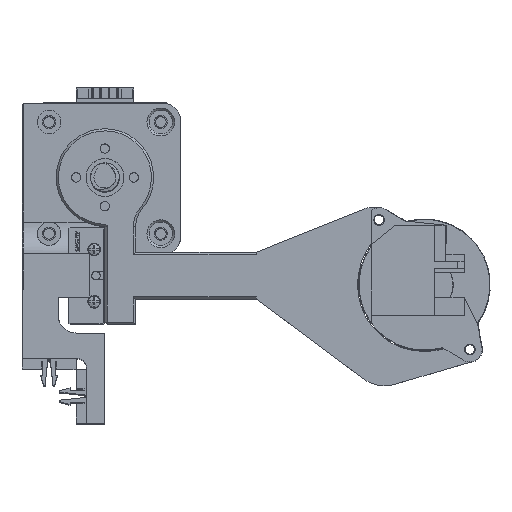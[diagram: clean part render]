
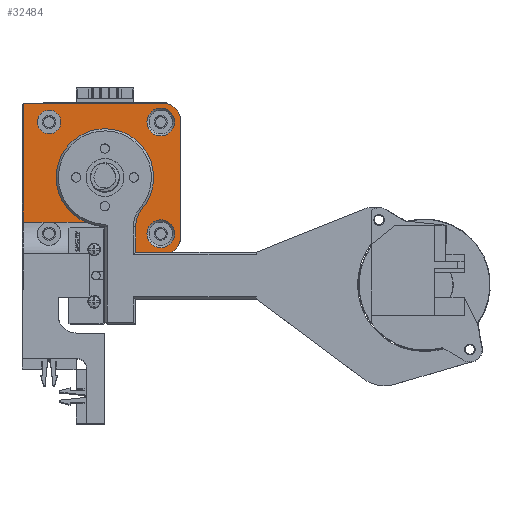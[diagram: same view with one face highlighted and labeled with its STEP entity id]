
A CAD part, top view. The second image highlights one B-rep face of the part: STEP entity #32484.
In plain terms, the highlighted face is planar.
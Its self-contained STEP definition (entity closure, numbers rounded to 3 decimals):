
#1189=FACE_BOUND('',#4695,.T.);
#1190=FACE_BOUND('',#4696,.T.);
#1191=FACE_BOUND('',#4697,.T.);
#1192=FACE_BOUND('',#4698,.T.);
#1431=PLANE('',#34505);
#2789=FACE_OUTER_BOUND('',#4694,.T.);
#4694=EDGE_LOOP('',(#23016,#23017,#23018,#23019,#23020,#23021,#23022,#23023,
#23024,#23025,#23026));
#4695=EDGE_LOOP('',(#23027));
#4696=EDGE_LOOP('',(#23028));
#4697=EDGE_LOOP('',(#23029));
#4698=EDGE_LOOP('',(#23030));
#6910=LINE('',#46460,#10562);
#6912=LINE('',#46465,#10564);
#6915=LINE('',#46471,#10567);
#6916=LINE('',#46475,#10568);
#6917=LINE('',#46477,#10569);
#6918=LINE('',#46479,#10570);
#6919=LINE('',#46481,#10571);
#6920=LINE('',#46485,#10572);
#10562=VECTOR('',#37557,10.);
#10564=VECTOR('',#37563,1000.);
#10567=VECTOR('',#37568,10.);
#10568=VECTOR('',#37571,10.);
#10569=VECTOR('',#37572,10.);
#10570=VECTOR('',#37573,10.);
#10571=VECTOR('',#37574,10.);
#10572=VECTOR('',#37577,10.);
#13964=CIRCLE('',#34453,10.);
#13970=CIRCLE('',#34506,3.25);
#13971=CIRCLE('',#34507,5.);
#13972=CIRCLE('',#34508,5.);
#13973=CIRCLE('',#34509,3.85);
#13974=CIRCLE('',#34510,3.85);
#13975=CIRCLE('',#34511,3.25);
#14755=VERTEX_POINT('',#46227);
#14823=VERTEX_POINT('',#46443);
#14825=VERTEX_POINT('',#46456);
#14826=VERTEX_POINT('',#46464);
#14828=VERTEX_POINT('',#46470);
#14829=VERTEX_POINT('',#46472);
#14830=VERTEX_POINT('',#46474);
#14831=VERTEX_POINT('',#46476);
#14832=VERTEX_POINT('',#46478);
#14833=VERTEX_POINT('',#46480);
#14834=VERTEX_POINT('',#46482);
#14835=VERTEX_POINT('',#46484);
#14836=VERTEX_POINT('',#46487);
#14837=VERTEX_POINT('',#46489);
#14838=VERTEX_POINT('',#46491);
#17830=EDGE_CURVE('',#14755,#14755,#13964,.T.);
#17948=EDGE_CURVE('',#14825,#14823,#6910,.T.);
#17950=EDGE_CURVE('',#14826,#14823,#6912,.T.);
#17953=EDGE_CURVE('',#14828,#14825,#6915,.T.);
#17954=EDGE_CURVE('',#14829,#14828,#13970,.T.);
#17955=EDGE_CURVE('',#14830,#14829,#6916,.T.);
#17956=EDGE_CURVE('',#14831,#14830,#6917,.T.);
#17957=EDGE_CURVE('',#14832,#14831,#6918,.F.);
#17958=EDGE_CURVE('',#14832,#14833,#6919,.T.);
#17959=EDGE_CURVE('',#14834,#14833,#13971,.T.);
#17960=EDGE_CURVE('',#14834,#14835,#6920,.T.);
#17961=EDGE_CURVE('',#14826,#14835,#13972,.T.);
#17962=EDGE_CURVE('',#14836,#14836,#13973,.T.);
#17963=EDGE_CURVE('',#14837,#14837,#13974,.T.);
#17964=EDGE_CURVE('',#14838,#14838,#13975,.T.);
#23016=ORIENTED_EDGE('',*,*,#17948,.F.);
#23017=ORIENTED_EDGE('',*,*,#17953,.F.);
#23018=ORIENTED_EDGE('',*,*,#17954,.F.);
#23019=ORIENTED_EDGE('',*,*,#17955,.F.);
#23020=ORIENTED_EDGE('',*,*,#17956,.F.);
#23021=ORIENTED_EDGE('',*,*,#17957,.F.);
#23022=ORIENTED_EDGE('',*,*,#17958,.T.);
#23023=ORIENTED_EDGE('',*,*,#17959,.F.);
#23024=ORIENTED_EDGE('',*,*,#17960,.T.);
#23025=ORIENTED_EDGE('',*,*,#17961,.F.);
#23026=ORIENTED_EDGE('',*,*,#17950,.T.);
#23027=ORIENTED_EDGE('',*,*,#17830,.T.);
#23028=ORIENTED_EDGE('',*,*,#17962,.T.);
#23029=ORIENTED_EDGE('',*,*,#17963,.T.);
#23030=ORIENTED_EDGE('',*,*,#17964,.F.);
#32484=ADVANCED_FACE('',(#2789,#1189,#1190,#1191,#1192),#1431,.T.);
#34453=AXIS2_PLACEMENT_3D('',#46228,#37345,#37346);
#34505=AXIS2_PLACEMENT_3D('',#46469,#37566,#37567);
#34506=AXIS2_PLACEMENT_3D('',#46473,#37569,#37570);
#34507=AXIS2_PLACEMENT_3D('',#46483,#37575,#37576);
#34508=AXIS2_PLACEMENT_3D('',#46486,#37578,#37579);
#34509=AXIS2_PLACEMENT_3D('',#46488,#37580,#37581);
#34510=AXIS2_PLACEMENT_3D('',#46490,#37582,#37583);
#34511=AXIS2_PLACEMENT_3D('',#46492,#37584,#37585);
#37345=DIRECTION('center_axis',(0.,-1.,0.));
#37346=DIRECTION('ref_axis',(-1.,0.,0.));
#37557=DIRECTION('',(1.,0.,0.));
#37563=DIRECTION('',(0.,0.,-1.));
#37566=DIRECTION('center_axis',(0.,1.,0.));
#37567=DIRECTION('ref_axis',(0.,0.,
1.));
#37568=DIRECTION('',(0.,0.,-1.));
#37569=DIRECTION('center_axis',(0.,1.,0.));
#37570=DIRECTION('ref_axis',(0.,0.,
1.));
#37571=DIRECTION('',(0.,0.,-1.));
#37572=DIRECTION('',(1.,0.,0.));
#37573=DIRECTION('',(0.66,0.,0.751));
#37574=DIRECTION('',(0.,0.,1.));
#37575=DIRECTION('center_axis',(0.,-1.,0.));
#37576=DIRECTION('ref_axis',(-0.707,0.,0.707));
#37577=DIRECTION('',(1.,0.,0.));
#37578=DIRECTION('center_axis',(0.,-1.,0.));
#37579=DIRECTION('ref_axis',(0.707,0.,0.707));
#37580=DIRECTION('center_axis',(0.,-1.,0.));
#37581=DIRECTION('ref_axis',(0.,0.,
1.));
#37582=DIRECTION('center_axis',(0.,-1.,0.));
#37583=DIRECTION('ref_axis',(0.,0.,
1.));
#37584=DIRECTION('center_axis',(0.,1.,0.));
#37585=DIRECTION('ref_axis',(0.,0.,
1.));
#46227=CARTESIAN_POINT('',(10.259,31.5,2.999));
#46228=CARTESIAN_POINT('Origin',(0.259,31.5,2.999));
#46443=CARTESIAN_POINT('',(21.,31.5,-19.6));
#46456=CARTESIAN_POINT('',(-12.,31.5,-19.6));
#46460=CARTESIAN_POINT('',(10.5,31.5,-19.6));
#46464=CARTESIAN_POINT('',(21.,31.5,18.999));
#46465=CARTESIAN_POINT('',(21.,31.5,-10.));
#46469=CARTESIAN_POINT('Origin',(0.,31.5,0.));
#46470=CARTESIAN_POINT('',(-12.,31.5,-12.745));
#46471=CARTESIAN_POINT('',(-12.,31.5,-5.));
#46472=CARTESIAN_POINT('',(-12.,31.5,-12.257));
#46473=CARTESIAN_POINT('Origin',(-15.241,31.5,-12.501));
#46474=CARTESIAN_POINT('',(-12.,31.5,7.8));
#46475=CARTESIAN_POINT('',(-12.,31.5,-5.));
#46476=CARTESIAN_POINT('',(-25.092,31.5,7.8));
#46477=CARTESIAN_POINT('',(-13.5,31.5,7.8));
#46478=CARTESIAN_POINT('',(-21.,31.5,12.454));
#46479=CARTESIAN_POINT('',(-19.376,31.5,14.301));
#46480=CARTESIAN_POINT('',(-21.,31.5,18.999));
#46481=CARTESIAN_POINT('',(-21.,31.5,11.));
#46482=CARTESIAN_POINT('',(-16.,31.5,23.999));
#46483=CARTESIAN_POINT('Origin',(-16.,31.5,18.999));
#46484=CARTESIAN_POINT('',(16.,31.5,23.999));
#46485=CARTESIAN_POINT('',(-10.5,31.5,23.999));
#46486=CARTESIAN_POINT('Origin',(16.,31.5,18.999));
#46487=CARTESIAN_POINT('',(15.759,31.5,14.649));
#46488=CARTESIAN_POINT('Origin',(15.759,31.5,18.499));
#46489=CARTESIAN_POINT('',(-15.241,31.5,14.649));
#46490=CARTESIAN_POINT('Origin',(-15.241,31.5,18.499));
#46491=CARTESIAN_POINT('',(15.759,31.5,-15.751));
#46492=CARTESIAN_POINT('Origin',(15.759,31.5,-12.501));
